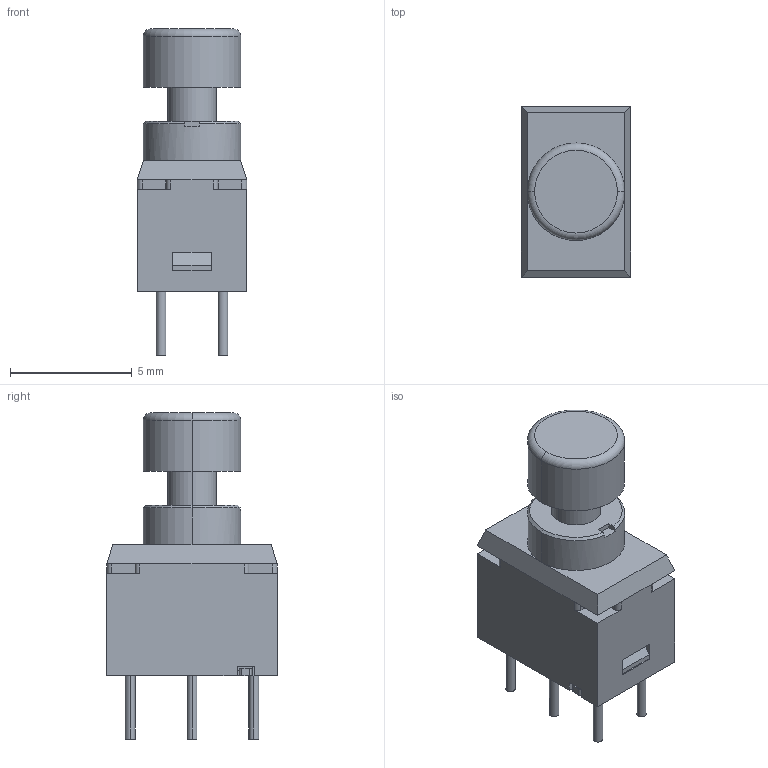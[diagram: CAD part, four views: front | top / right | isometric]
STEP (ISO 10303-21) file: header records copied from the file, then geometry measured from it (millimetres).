
FILE_DESCRIPTION(('STEP AP214'),'1');
FILE_NAME('gb-25ap.stp','2020-09-11T10:20:27',('TraceParts'),('TraceParts S.A.'),'Spatial InterOp 3D',' ',' ');
FILE_SCHEMA(('AUTOMOTIVE_DESIGN { 1 0 10303 214 1 1 1 1 }'));
Length unit declared in the file: millimetre
Products named in the file (1): gb-25ap
Bounding box: 4.5 x 7 x 13.4 mm (x, y, z)
Volume: 220.4 mm3; surface area: 312.8 mm2
Topology: 1 solids, 1 shells, 134 faces, 347 edges, 226 vertices
Faces by surface type: plane 85, cylinder 44, cone 3, torus 2
Entity records: 4113 total; most frequent: CARTESIAN_POINT 746, DIRECTION 704, ORIENTED_EDGE 694, EDGE_CURVE 347, LINE 240, VECTOR 240, AXIS2_PLACEMENT_3D 232, VERTEX_POINT 226
